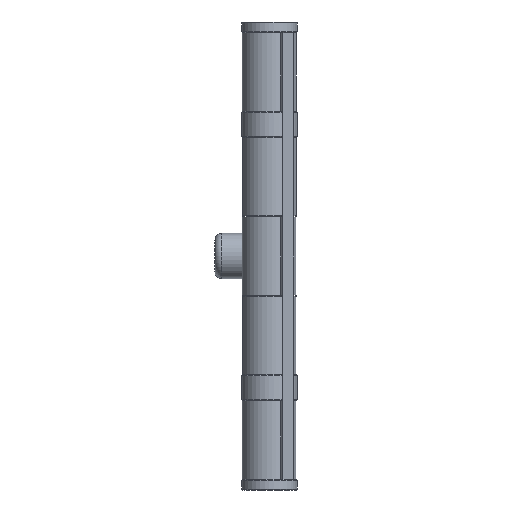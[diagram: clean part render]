
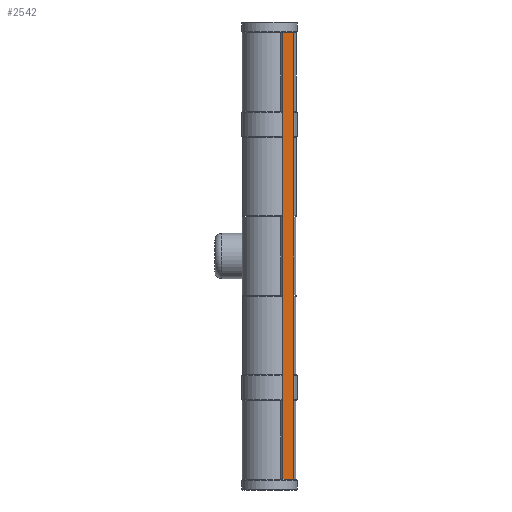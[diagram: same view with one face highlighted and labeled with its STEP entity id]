
A CAD part, left-side view. The second image highlights one B-rep face of the part: STEP entity #2542.
In plain terms, the highlighted face is planar.
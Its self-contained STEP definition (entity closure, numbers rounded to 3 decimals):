
#48 = ORIENTED_EDGE ( 'NONE', *, *, #3114, .F. ) ;
#179 = EDGE_CURVE ( 'NONE', #3789, #198, #3088, .T. ) ;
#198 = VERTEX_POINT ( 'NONE', #1054 ) ;
#282 = AXIS2_PLACEMENT_3D ( 'NONE', #396, #751, #3538 ) ;
#392 = VERTEX_POINT ( 'NONE', #494 ) ;
#396 = CARTESIAN_POINT ( 'NONE',  ( 18., -2.4, 50.8 ) ) ;
#494 = CARTESIAN_POINT ( 'NONE',  ( 18., -2.4, 50.8 ) ) ;
#593 = EDGE_CURVE ( 'NONE', #392, #3789, #3509, .T. ) ;
#707 = DIRECTION ( 'NONE',  ( 0., 1., 0. ) ) ;
#738 = VECTOR ( 'NONE', #707, 1000. ) ;
#751 = DIRECTION ( 'NONE',  ( 1., 0., 0. ) ) ;
#821 = CARTESIAN_POINT ( 'NONE',  ( 18., -2.4, -50.8 ) ) ;
#1054 = CARTESIAN_POINT ( 'NONE',  ( 18., 0., -50.8 ) ) ;
#1066 = FACE_OUTER_BOUND ( 'NONE', #1720, .T. ) ;
#1215 = CARTESIAN_POINT ( 'NONE',  ( 18., 0., 50.8 ) ) ;
#1288 = VECTOR ( 'NONE', #1799, 1000. ) ;
#1322 = DIRECTION ( 'NONE',  ( 0., 1., 0. ) ) ;
#1565 = DIRECTION ( 'NONE',  ( 0., 0., -1. ) ) ;
#1588 = CARTESIAN_POINT ( 'NONE',  ( 18., 0., 50.8 ) ) ;
#1720 = EDGE_LOOP ( 'NONE', ( #48, #2233, #3852, #2843 ) ) ;
#1799 = DIRECTION ( 'NONE',  ( 0., 0., -1. ) ) ;
#1892 = LINE ( 'NONE', #1588, #4015 ) ;
#2075 = VECTOR ( 'NONE', #1322, 1000. ) ;
#2233 = ORIENTED_EDGE ( 'NONE', *, *, #4141, .F. ) ;
#2383 = VERTEX_POINT ( 'NONE', #1215 ) ;
#2542 = ADVANCED_FACE ( 'NONE', ( #1066 ), #3437, .T. ) ;
#2843 = ORIENTED_EDGE ( 'NONE', *, *, #179, .T. ) ;
#3088 = LINE ( 'NONE', #4231, #738 ) ;
#3114 = EDGE_CURVE ( 'NONE', #2383, #198, #1892, .T. ) ;
#3437 = PLANE ( 'NONE',  #282 ) ;
#3509 = LINE ( 'NONE', #3836, #1288 ) ;
#3538 = DIRECTION ( 'NONE',  ( 0., 0., -1. ) ) ;
#3789 = VERTEX_POINT ( 'NONE', #821 ) ;
#3836 = CARTESIAN_POINT ( 'NONE',  ( 18., -2.4, 50.8 ) ) ;
#3852 = ORIENTED_EDGE ( 'NONE', *, *, #593, .T. ) ;
#4015 = VECTOR ( 'NONE', #1565, 1000. ) ;
#4141 = EDGE_CURVE ( 'NONE', #392, #2383, #4447, .T. ) ;
#4231 = CARTESIAN_POINT ( 'NONE',  ( 18., -2.4, -50.8 ) ) ;
#4406 = CARTESIAN_POINT ( 'NONE',  ( 18., -2.4, 50.8 ) ) ;
#4447 = LINE ( 'NONE', #4406, #2075 ) ;
